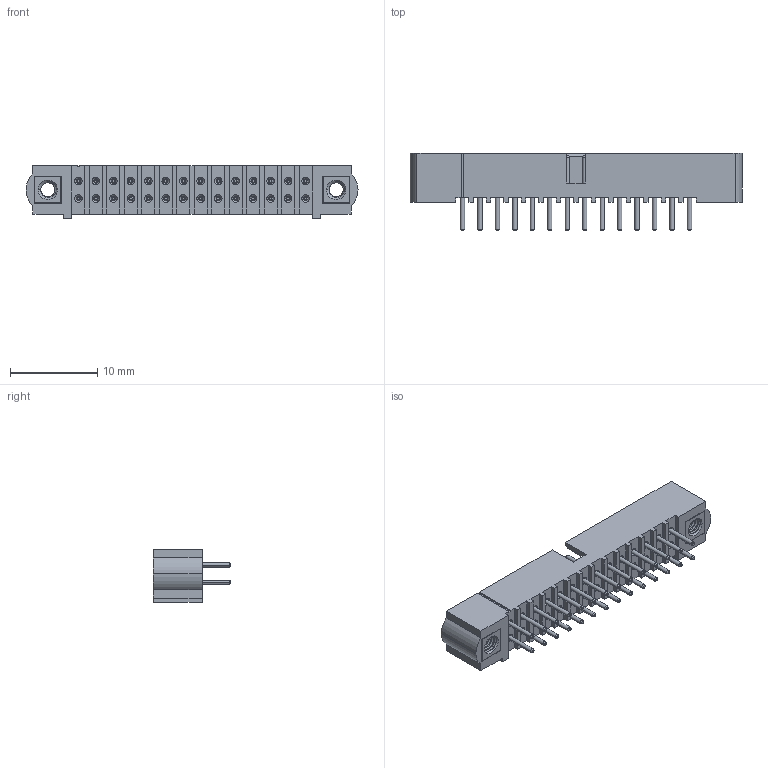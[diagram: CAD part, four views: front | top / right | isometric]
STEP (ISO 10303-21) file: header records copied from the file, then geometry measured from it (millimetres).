
FILE_DESCRIPTION(('STEP AP242'),'1');
FILE_NAME('m80-5002842.stp','2025-04-09T11:39:08',('TraceParts'),('TraceParts S.A.'),'Spatial InterOp 3D',' ',' ');
FILE_SCHEMA(('AP242_MANAGED_MODEL_BASED_3D_ENGINEERING_MIM_LF {1 0 10303 442 1 1 4}'));
Length unit declared in the file: millimetre
Products named in the file (1): m80-5002842_1
Bounding box: 38 x 8.85 x 6.05 mm (x, y, z)
Volume: 668.7 mm3; surface area: 1879.6 mm2
Topology: 31 solids, 31 shells, 991 faces, 2265 edges, 1372 vertices
Faces by surface type: plane 431, cylinder 238, cone 186, bspline 136
Entity records: 49536 total; most frequent: CARTESIAN_POINT 14853, DIRECTION 4607, ORIENTED_EDGE 4530, STYLED_ITEM 2430, PRESENTATION_STYLE_ASSIGNMENT 2430, COLOUR_RGB 2430, EDGE_CURVE 2265, CURVE_STYLE 2259
